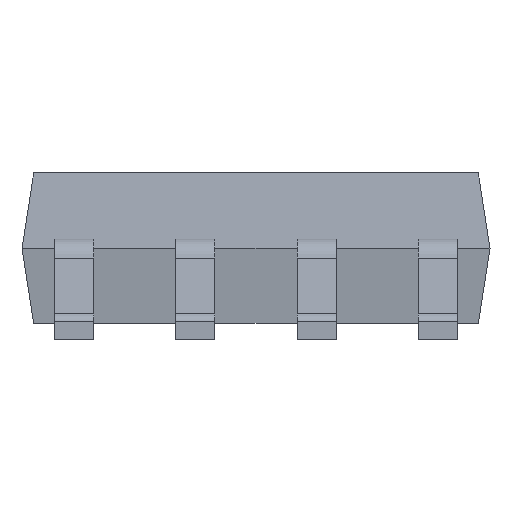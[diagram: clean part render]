
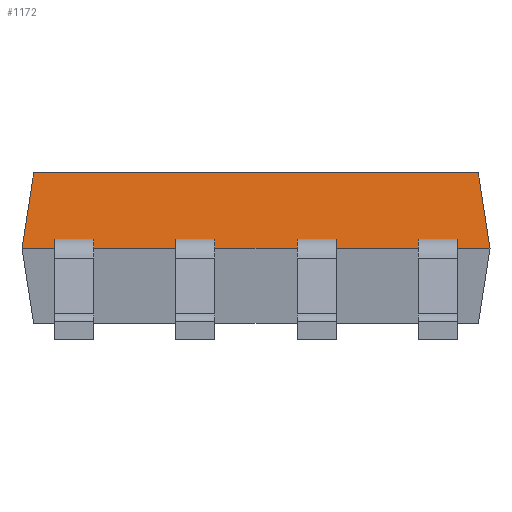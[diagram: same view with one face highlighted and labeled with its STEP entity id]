
A CAD part, left-side view. The second image highlights one B-rep face of the part: STEP entity #1172.
In plain terms, the highlighted free-form (B-spline) face has degree [1, 1] with [2, 2] control points.
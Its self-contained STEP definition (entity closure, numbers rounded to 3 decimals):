
#24 = VERTEX_POINT('',#25);
#25 = CARTESIAN_POINT('',(-1.85,-2.33,1.75));
#31 = EDGE_CURVE('',#24,#32,#34,.T.);
#32 = VERTEX_POINT('',#33);
#33 = CARTESIAN_POINT('',(-1.85,2.33,1.75));
#34 = LINE('',#35,#36);
#35 = CARTESIAN_POINT('',(-1.85,-2.33,1.75));
#36 = VECTOR('',#37,1.);
#37 = DIRECTION('',(0.,1.,0.));
#977 = EDGE_CURVE('',#24,#978,#980,.T.);
#978 = VERTEX_POINT('',#979);
#979 = CARTESIAN_POINT('',(-1.948,-2.453,0.963));
#980 = B_SPLINE_CURVE_WITH_KNOTS('',1,(#981,#982),.UNSPECIFIED.,.F.,.F.,
  (2,2),(0.,1.),.PIECEWISE_BEZIER_KNOTS.);
#981 = CARTESIAN_POINT('',(-1.85,-2.33,1.75));
#982 = CARTESIAN_POINT('',(-1.948,-2.453,0.963));
#1172 = ADVANCED_FACE('',(#1173),#1338,.T.);
#1173 = FACE_BOUND('',#1174,.T.);
#1174 = EDGE_LOOP('',(#1175,#1176,#1177,#1184,#1192,#1204,#1211,#1223,
    #1231,#1241,#1248,#1258,#1266,#1276,#1283,#1293,#1301,#1313,#1320,
    #1332));
#1175 = ORIENTED_EDGE('',*,*,#977,.F.);
#1176 = ORIENTED_EDGE('',*,*,#31,.T.);
#1177 = ORIENTED_EDGE('',*,*,#1178,.T.);
#1178 = EDGE_CURVE('',#32,#1179,#1181,.T.);
#1179 = VERTEX_POINT('',#1180);
#1180 = CARTESIAN_POINT('',(-1.948,2.453,0.963));
#1181 = B_SPLINE_CURVE_WITH_KNOTS('',1,(#1182,#1183),.UNSPECIFIED.,.F.,
  .F.,(2,2),(0.,1.),.PIECEWISE_BEZIER_KNOTS.);
#1182 = CARTESIAN_POINT('',(-1.85,2.33,1.75));
#1183 = CARTESIAN_POINT('',(-1.948,2.453,0.963));
#1184 = ORIENTED_EDGE('',*,*,#1185,.F.);
#1185 = EDGE_CURVE('',#1186,#1179,#1188,.T.);
#1186 = VERTEX_POINT('',#1187);
#1187 = CARTESIAN_POINT('',(-1.948,2.11,0.963));
#1188 = LINE('',#1189,#1190);
#1189 = CARTESIAN_POINT('',(-1.948,-2.453,0.963));
#1190 = VECTOR('',#1191,1.);
#1191 = DIRECTION('',(0.,1.,0.));
#1192 = ORIENTED_EDGE('',*,*,#1193,.F.);
#1193 = EDGE_CURVE('',#1194,#1186,#1196,.T.);
#1194 = VERTEX_POINT('',#1195);
#1195 = CARTESIAN_POINT('',(-1.936,2.11,1.058));
#1196 = B_SPLINE_CURVE_WITH_KNOTS('',6,(#1197,#1198,#1199,#1200,#1201,
    #1202,#1203),.UNSPECIFIED.,.F.,.F.,(7,7),(0.,1.),
  .PIECEWISE_BEZIER_KNOTS.);
#1197 = CARTESIAN_POINT('',(-1.936,2.11,1.058));
#1198 = CARTESIAN_POINT('',(-1.938,2.11,1.041));
#1199 = CARTESIAN_POINT('',(-1.939,2.11,1.028));
#1200 = CARTESIAN_POINT('',(-1.942,2.11,1.011));
#1201 = CARTESIAN_POINT('',(-1.944,2.11,0.989));
#1202 = CARTESIAN_POINT('',(-1.947,2.11,0.968));
#1203 = CARTESIAN_POINT('',(-1.948,2.11,0.963));
#1204 = ORIENTED_EDGE('',*,*,#1205,.T.);
#1205 = EDGE_CURVE('',#1194,#1206,#1208,.T.);
#1206 = VERTEX_POINT('',#1207);
#1207 = CARTESIAN_POINT('',(-1.936,1.7,1.058));
#1208 = B_SPLINE_CURVE_WITH_KNOTS('',1,(#1209,#1210),.UNSPECIFIED.,.F.,
  .F.,(2,2),(0.,1.),.PIECEWISE_BEZIER_KNOTS.);
#1209 = CARTESIAN_POINT('',(-1.936,2.11,1.058));
#1210 = CARTESIAN_POINT('',(-1.936,1.7,1.058));
#1211 = ORIENTED_EDGE('',*,*,#1212,.T.);
#1212 = EDGE_CURVE('',#1206,#1213,#1215,.T.);
#1213 = VERTEX_POINT('',#1214);
#1214 = CARTESIAN_POINT('',(-1.948,1.7,0.963));
#1215 = B_SPLINE_CURVE_WITH_KNOTS('',6,(#1216,#1217,#1218,#1219,#1220,
    #1221,#1222),.UNSPECIFIED.,.F.,.F.,(7,7),(0.,1.),
  .PIECEWISE_BEZIER_KNOTS.);
#1216 = CARTESIAN_POINT('',(-1.936,1.7,1.058));
#1217 = CARTESIAN_POINT('',(-1.938,1.7,1.039));
#1218 = CARTESIAN_POINT('',(-1.94,1.7,1.026));
#1219 = CARTESIAN_POINT('',(-1.942,1.7,1.009));
#1220 = CARTESIAN_POINT('',(-1.944,1.7,0.988));
#1221 = CARTESIAN_POINT('',(-1.947,1.7,0.967));
#1222 = CARTESIAN_POINT('',(-1.948,1.7,0.963));
#1223 = ORIENTED_EDGE('',*,*,#1224,.F.);
#1224 = EDGE_CURVE('',#1225,#1213,#1227,.T.);
#1225 = VERTEX_POINT('',#1226);
#1226 = CARTESIAN_POINT('',(-1.948,0.84,0.963));
#1227 = LINE('',#1228,#1229);
#1228 = CARTESIAN_POINT('',(-1.948,-2.453,0.963));
#1229 = VECTOR('',#1230,1.);
#1230 = DIRECTION('',(0.,1.,0.));
#1231 = ORIENTED_EDGE('',*,*,#1232,.F.);
#1232 = EDGE_CURVE('',#1233,#1225,#1235,.T.);
#1233 = VERTEX_POINT('',#1234);
#1234 = CARTESIAN_POINT('',(-1.936,0.84,1.058));
#1235 = B_SPLINE_CURVE_WITH_KNOTS('',4,(#1236,#1237,#1238,#1239,#1240),
  .UNSPECIFIED.,.F.,.F.,(5,5),(0.,1.),.PIECEWISE_BEZIER_KNOTS.);
#1236 = CARTESIAN_POINT('',(-1.936,0.84,1.058));
#1237 = CARTESIAN_POINT('',(-1.939,0.84,1.034));
#1238 = CARTESIAN_POINT('',(-1.942,0.84,1.01));
#1239 = CARTESIAN_POINT('',(-1.945,0.84,0.986));
#1240 = CARTESIAN_POINT('',(-1.948,0.84,0.963));
#1241 = ORIENTED_EDGE('',*,*,#1242,.T.);
#1242 = EDGE_CURVE('',#1233,#1243,#1245,.T.);
#1243 = VERTEX_POINT('',#1244);
#1244 = CARTESIAN_POINT('',(-1.936,0.43,1.058));
#1245 = B_SPLINE_CURVE_WITH_KNOTS('',1,(#1246,#1247),.UNSPECIFIED.,.F.,
  .F.,(2,2),(0.,1.),.PIECEWISE_BEZIER_KNOTS.);
#1246 = CARTESIAN_POINT('',(-1.936,0.84,1.058));
#1247 = CARTESIAN_POINT('',(-1.936,0.43,1.058));
#1248 = ORIENTED_EDGE('',*,*,#1249,.T.);
#1249 = EDGE_CURVE('',#1243,#1250,#1252,.T.);
#1250 = VERTEX_POINT('',#1251);
#1251 = CARTESIAN_POINT('',(-1.948,0.43,0.963));
#1252 = B_SPLINE_CURVE_WITH_KNOTS('',4,(#1253,#1254,#1255,#1256,#1257),
  .UNSPECIFIED.,.F.,.F.,(5,5),(0.,1.),.PIECEWISE_BEZIER_KNOTS.);
#1253 = CARTESIAN_POINT('',(-1.936,0.43,1.058));
#1254 = CARTESIAN_POINT('',(-1.939,0.43,1.034));
#1255 = CARTESIAN_POINT('',(-1.942,0.43,1.01));
#1256 = CARTESIAN_POINT('',(-1.945,0.43,0.986));
#1257 = CARTESIAN_POINT('',(-1.948,0.43,0.963));
#1258 = ORIENTED_EDGE('',*,*,#1259,.F.);
#1259 = EDGE_CURVE('',#1260,#1250,#1262,.T.);
#1260 = VERTEX_POINT('',#1261);
#1261 = CARTESIAN_POINT('',(-1.948,-0.43,0.963));
#1262 = LINE('',#1263,#1264);
#1263 = CARTESIAN_POINT('',(-1.948,-2.453,0.963));
#1264 = VECTOR('',#1265,1.);
#1265 = DIRECTION('',(0.,1.,0.));
#1266 = ORIENTED_EDGE('',*,*,#1267,.F.);
#1267 = EDGE_CURVE('',#1268,#1260,#1270,.T.);
#1268 = VERTEX_POINT('',#1269);
#1269 = CARTESIAN_POINT('',(-1.936,-0.43,1.058));
#1270 = B_SPLINE_CURVE_WITH_KNOTS('',4,(#1271,#1272,#1273,#1274,#1275),
  .UNSPECIFIED.,.F.,.F.,(5,5),(0.,1.),.PIECEWISE_BEZIER_KNOTS.);
#1271 = CARTESIAN_POINT('',(-1.936,-0.43,1.058));
#1272 = CARTESIAN_POINT('',(-1.939,-0.43,1.034));
#1273 = CARTESIAN_POINT('',(-1.942,-0.43,1.01));
#1274 = CARTESIAN_POINT('',(-1.945,-0.43,0.986));
#1275 = CARTESIAN_POINT('',(-1.948,-0.43,0.963));
#1276 = ORIENTED_EDGE('',*,*,#1277,.T.);
#1277 = EDGE_CURVE('',#1268,#1278,#1280,.T.);
#1278 = VERTEX_POINT('',#1279);
#1279 = CARTESIAN_POINT('',(-1.936,-0.84,1.058));
#1280 = B_SPLINE_CURVE_WITH_KNOTS('',1,(#1281,#1282),.UNSPECIFIED.,.F.,
  .F.,(2,2),(0.,1.),.PIECEWISE_BEZIER_KNOTS.);
#1281 = CARTESIAN_POINT('',(-1.936,-0.43,1.058));
#1282 = CARTESIAN_POINT('',(-1.936,-0.84,1.058));
#1283 = ORIENTED_EDGE('',*,*,#1284,.T.);
#1284 = EDGE_CURVE('',#1278,#1285,#1287,.T.);
#1285 = VERTEX_POINT('',#1286);
#1286 = CARTESIAN_POINT('',(-1.948,-0.84,0.963));
#1287 = B_SPLINE_CURVE_WITH_KNOTS('',4,(#1288,#1289,#1290,#1291,#1292),
  .UNSPECIFIED.,.F.,.F.,(5,5),(0.,1.),.PIECEWISE_BEZIER_KNOTS.);
#1288 = CARTESIAN_POINT('',(-1.936,-0.84,1.058));
#1289 = CARTESIAN_POINT('',(-1.939,-0.84,1.034));
#1290 = CARTESIAN_POINT('',(-1.942,-0.84,1.01));
#1291 = CARTESIAN_POINT('',(-1.945,-0.84,0.986));
#1292 = CARTESIAN_POINT('',(-1.948,-0.84,0.963));
#1293 = ORIENTED_EDGE('',*,*,#1294,.F.);
#1294 = EDGE_CURVE('',#1295,#1285,#1297,.T.);
#1295 = VERTEX_POINT('',#1296);
#1296 = CARTESIAN_POINT('',(-1.948,-1.7,0.963));
#1297 = LINE('',#1298,#1299);
#1298 = CARTESIAN_POINT('',(-1.948,-2.453,0.963));
#1299 = VECTOR('',#1300,1.);
#1300 = DIRECTION('',(0.,1.,0.));
#1301 = ORIENTED_EDGE('',*,*,#1302,.F.);
#1302 = EDGE_CURVE('',#1303,#1295,#1305,.T.);
#1303 = VERTEX_POINT('',#1304);
#1304 = CARTESIAN_POINT('',(-1.936,-1.7,1.058));
#1305 = B_SPLINE_CURVE_WITH_KNOTS('',6,(#1306,#1307,#1308,#1309,#1310,
    #1311,#1312),.UNSPECIFIED.,.F.,.F.,(7,7),(0.,1.),
  .PIECEWISE_BEZIER_KNOTS.);
#1306 = CARTESIAN_POINT('',(-1.936,-1.7,1.058));
#1307 = CARTESIAN_POINT('',(-1.938,-1.7,1.039));
#1308 = CARTESIAN_POINT('',(-1.94,-1.7,1.026));
#1309 = CARTESIAN_POINT('',(-1.942,-1.7,1.009));
#1310 = CARTESIAN_POINT('',(-1.944,-1.7,0.988));
#1311 = CARTESIAN_POINT('',(-1.947,-1.7,0.967));
#1312 = CARTESIAN_POINT('',(-1.948,-1.7,0.963));
#1313 = ORIENTED_EDGE('',*,*,#1314,.T.);
#1314 = EDGE_CURVE('',#1303,#1315,#1317,.T.);
#1315 = VERTEX_POINT('',#1316);
#1316 = CARTESIAN_POINT('',(-1.936,-2.11,1.058));
#1317 = B_SPLINE_CURVE_WITH_KNOTS('',1,(#1318,#1319),.UNSPECIFIED.,.F.,
  .F.,(2,2),(0.,1.),.PIECEWISE_BEZIER_KNOTS.);
#1318 = CARTESIAN_POINT('',(-1.936,-1.7,1.058));
#1319 = CARTESIAN_POINT('',(-1.936,-2.11,1.058));
#1320 = ORIENTED_EDGE('',*,*,#1321,.T.);
#1321 = EDGE_CURVE('',#1315,#1322,#1324,.T.);
#1322 = VERTEX_POINT('',#1323);
#1323 = CARTESIAN_POINT('',(-1.948,-2.11,0.963));
#1324 = B_SPLINE_CURVE_WITH_KNOTS('',6,(#1325,#1326,#1327,#1328,#1329,
    #1330,#1331),.UNSPECIFIED.,.F.,.F.,(7,7),(0.,1.),
  .PIECEWISE_BEZIER_KNOTS.);
#1325 = CARTESIAN_POINT('',(-1.936,-2.11,1.058));
#1326 = CARTESIAN_POINT('',(-1.938,-2.11,1.041));
#1327 = CARTESIAN_POINT('',(-1.939,-2.11,1.028));
#1328 = CARTESIAN_POINT('',(-1.942,-2.11,1.011));
#1329 = CARTESIAN_POINT('',(-1.944,-2.11,0.989));
#1330 = CARTESIAN_POINT('',(-1.947,-2.11,0.968));
#1331 = CARTESIAN_POINT('',(-1.948,-2.11,0.963));
#1332 = ORIENTED_EDGE('',*,*,#1333,.F.);
#1333 = EDGE_CURVE('',#978,#1322,#1334,.T.);
#1334 = LINE('',#1335,#1336);
#1335 = CARTESIAN_POINT('',(-1.948,-2.453,0.963));
#1336 = VECTOR('',#1337,1.);
#1337 = DIRECTION('',(0.,1.,0.));
#1338 = B_SPLINE_SURFACE_WITH_KNOTS('',1,1,(
    (#1339,#1340)
    ,(#1341,#1342
    )),.UNSPECIFIED.,.F.,.F.,.F.,(2,2),(2,2),(0.,4.905),(0.,1.),
  .PIECEWISE_BEZIER_KNOTS.);
#1339 = CARTESIAN_POINT('',(-1.85,-2.33,1.75));
#1340 = CARTESIAN_POINT('',(-1.948,-2.453,0.963));
#1341 = CARTESIAN_POINT('',(-1.85,2.33,1.75));
#1342 = CARTESIAN_POINT('',(-1.948,2.453,0.963));
